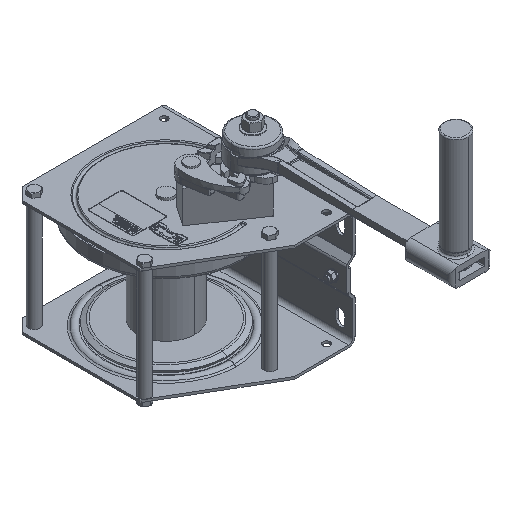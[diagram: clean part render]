
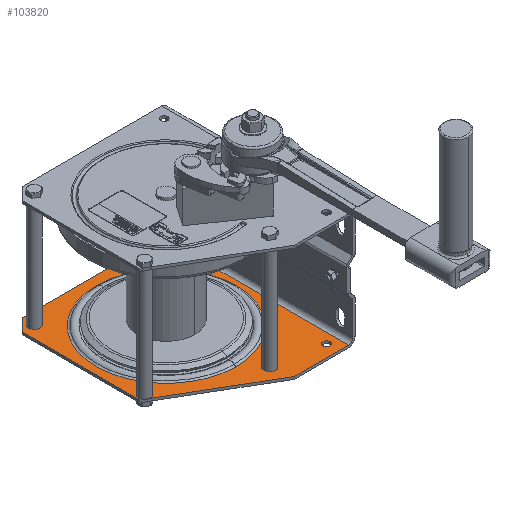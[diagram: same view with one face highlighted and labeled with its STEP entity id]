
A CAD part, isometric view. The second image highlights one B-rep face of the part: STEP entity #103820.
In plain terms, the highlighted face is planar.
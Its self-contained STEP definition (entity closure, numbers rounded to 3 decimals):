
#1860=CARTESIAN_POINT('',(-30.468,-343.418,87.));
#1870=VERTEX_POINT('',#1860);
#1920=CARTESIAN_POINT('',(-30.468,-343.418,80.));
#1930=DIRECTION('',(-1.,0.,0.));
#1940=DIRECTION('',(0.,0.,-1.));
#1950=AXIS2_PLACEMENT_3D('',#1920,#1930,#1940);
#1960=CIRCLE('',#1950,7.);
#1970=CARTESIAN_POINT('',(-30.468,-343.418,73.));
#1980=VERTEX_POINT('',#1970);
#1990=EDGE_CURVE('',#1980,#1870,#1960,.T.);
#102240=CARTESIAN_POINT('',(-30.468,-153.418,-13.));
#102250=VERTEX_POINT('',#102240);
#102280=CARTESIAN_POINT('',(-30.468,-153.418,-20.));
#102290=DIRECTION('',(-1.,0.,0.));
#102300=DIRECTION('',(0.,0.,-1.));
#102310=AXIS2_PLACEMENT_3D('',#102280,#102290,#102300);
#102320=CIRCLE('',#102310,7.);
#102330=CARTESIAN_POINT('',(-30.468,-153.418,-27.));
#102340=VERTEX_POINT('',#102330);
#102350=EDGE_CURVE('',#102340,#102250,#102320,.T.);
#102470=CARTESIAN_POINT('',(-30.468,-260.918,
84.791));
#102480=DIRECTION('',(-1.,0.,0.));
#102490=DIRECTION('',(0.,0.,1.));
#102500=AXIS2_PLACEMENT_3D('',#102470,#102480,#102490);
#102510=PLANE('',#102500);
#102520=ORIENTED_EDGE('',*,*,#102350,.F.);
#102530=EDGE_CURVE('',#102250,#102340,#102320,.T.);
#102540=ORIENTED_EDGE('',*,*,#102530,.F.);
#102550=EDGE_LOOP('',(#102540,#102520));
#102560=FACE_BOUND('',#102550,.T.);
#102570=CARTESIAN_POINT('',(-30.468,-260.918,0.));
#102580=DIRECTION('',(-1.,0.,0.));
#102590=DIRECTION('',(0.,0.,1.));
#102600=AXIS2_PLACEMENT_3D('',#102570,#102580,#102590);
#102610=CIRCLE('',#102600,86.245);
#102620=CARTESIAN_POINT('',(-30.468,-260.918,
86.245));
#102630=VERTEX_POINT('',#102620);
#102640=CARTESIAN_POINT('',(-30.468,-174.673,0.));
#102650=VERTEX_POINT('',#102640);
#102660=EDGE_CURVE('',#102630,#102650,#102610,.T.);
#102670=ORIENTED_EDGE('',*,*,#102660,.F.);
#102680=CARTESIAN_POINT('',(-30.468,-347.163,0.));
#102690=VERTEX_POINT('',#102680);
#102700=EDGE_CURVE('',#102650,#102690,#102610,.T.);
#102710=ORIENTED_EDGE('',*,*,#102700,.F.);
#102720=EDGE_CURVE('',#102690,#102630,#102610,.T.);
#102730=ORIENTED_EDGE('',*,*,#102720,.F.);
#102740=EDGE_LOOP('',(#102730,#102710,#102670));
#102750=FACE_BOUND('',#102740,.T.);
#102760=CARTESIAN_POINT('',(-30.468,-343.418,-80.));
#102770=DIRECTION('',(-1.,0.,0.));
#102780=DIRECTION('',(0.,0.,-1.));
#102790=AXIS2_PLACEMENT_3D('',#102760,#102770,#102780);
#102800=CIRCLE('',#102790,4.25);
#102810=CARTESIAN_POINT('',(-30.468,-343.418,-75.75))
;
#102820=VERTEX_POINT('',#102810);
#102830=CARTESIAN_POINT('',(-30.468,-343.418,-84.25))
;
#102840=VERTEX_POINT('',#102830);
#102850=EDGE_CURVE('',#102820,#102840,#102800,.T.);
#102860=ORIENTED_EDGE('',*,*,#102850,.F.);
#102870=EDGE_CURVE('',#102840,#102820,#102800,.T.);
#102880=ORIENTED_EDGE('',*,*,#102870,.F.);
#102890=EDGE_LOOP('',(#102880,#102860));
#102900=FACE_BOUND('',#102890,.T.);
#102910=ORIENTED_EDGE('',*,*,#1990,.F.);
#102920=EDGE_CURVE('',#1870,#1980,#1960,.T.);
#102930=ORIENTED_EDGE('',*,*,#102920,.F.);
#102940=EDGE_LOOP('',(#102930,#102910));
#102950=FACE_BOUND('',#102940,.T.);
#102960=CARTESIAN_POINT('',(-30.468,-347.315,-92.));
#102970=DIRECTION('',(0.,-1.,0.));
#102980=VECTOR('',#102970,1.);
#102990=LINE('',#102960,#102980);
#103000=CARTESIAN_POINT('',(-30.468,-128.418,-92.));
#103010=VERTEX_POINT('',#103000);
#103020=CARTESIAN_POINT('',(-30.468,-358.418,-92.));
#103030=VERTEX_POINT('',#103020);
#103040=EDGE_CURVE('',#103010,#103030,#102990,.T.);
#103050=ORIENTED_EDGE('',*,*,#103040,.T.);
#103060=CARTESIAN_POINT('',(-30.468,-128.418,-180.));
#103070=DIRECTION('',(0.,0.,1.));
#103080=VECTOR('',#103070,1.);
#103090=LINE('',#103060,#103080);
#103100=CARTESIAN_POINT('',(-30.468,-128.418,-25.));
#103110=VERTEX_POINT('',#103100);
#103120=EDGE_CURVE('',#103010,#103110,#103090,.T.);
#103130=ORIENTED_EDGE('',*,*,#103120,.F.);
#103140=CARTESIAN_POINT('',(-30.468,-198.418,95.));
#103150=DIRECTION('',(0.,0.504,-0.864));
#103160=VECTOR('',#103150,1.);
#103170=LINE('',#103140,#103160);
#103180=CARTESIAN_POINT('',(-30.468,-193.974,
87.381));
#103190=VERTEX_POINT('',#103180);
#103200=EDGE_CURVE('',#103190,#103110,#103170,.T.);
#103210=ORIENTED_EDGE('',*,*,#103200,.T.);
#103220=CARTESIAN_POINT('',(-30.468,-200.918,86.5));
#103230=DIRECTION('',(-1.,0.,0.));
#103240=DIRECTION('',(0.,0.,-1.));
#103250=AXIS2_PLACEMENT_3D('',#103220,#103230,#103240);
#103260=CIRCLE('',#103250,7.);
#103270=CARTESIAN_POINT('',(-30.468,-200.918,79.5));
#103280=VERTEX_POINT('',#103270);
#103290=EDGE_CURVE('',#103190,#103280,#103260,.T.);
#103300=ORIENTED_EDGE('',*,*,#103290,.F.);
#103310=CARTESIAN_POINT('',(-30.468,-200.918,93.5));
#103320=VERTEX_POINT('',#103310);
#103330=EDGE_CURVE('',#103280,#103320,#103260,.T.);
#103340=ORIENTED_EDGE('',*,*,#103330,.F.);
#103350=CARTESIAN_POINT('',(-30.468,-196.733,
92.111));
#103360=VERTEX_POINT('',#103350);
#103370=EDGE_CURVE('',#103320,#103360,#103260,.T.);
#103380=ORIENTED_EDGE('',*,*,#103370,.F.);
#103390=CARTESIAN_POINT('',(-30.468,-198.418,95.));
#103400=VERTEX_POINT('',#103390);
#103410=EDGE_CURVE('',#103400,#103360,#103170,.T.);
#103420=ORIENTED_EDGE('',*,*,#103410,.T.);
#103430=CARTESIAN_POINT('',(-30.468,-343.418,95.));
#103440=DIRECTION('',(0.,1.,0.));
#103450=VECTOR('',#103440,1.);
#103460=LINE('',#103430,#103450);
#103470=CARTESIAN_POINT('',(-30.468,-343.418,95.));
#103480=VERTEX_POINT('',#103470);
#103490=EDGE_CURVE('',#103480,#103400,#103460,.T.);
#103500=ORIENTED_EDGE('',*,*,#103490,.T.);
#103510=CARTESIAN_POINT('',(-30.468,-343.418,95.));
#103520=DIRECTION('',(0.,-0.707,-0.707));
#103530=VECTOR('',#103520,1.);
#103540=LINE('',#103510,#103530);
#103550=CARTESIAN_POINT('',(-30.468,-358.418,80.));
#103560=VERTEX_POINT('',#103550);
#103570=EDGE_CURVE('',#103480,#103560,#103540,.T.);
#103580=ORIENTED_EDGE('',*,*,#103570,.F.);
#103590=CARTESIAN_POINT('',(-30.468,-358.418,80.));
#103600=DIRECTION('',(0.,0.,-1.));
#103610=VECTOR('',#103600,1.);
#103620=LINE('',#103590,#103610);
#103630=EDGE_CURVE('',#103560,#103030,#103620,.T.);
#103640=ORIENTED_EDGE('',*,*,#103630,.F.);
#103650=EDGE_LOOP('',(#103640,#103580,#103500,#103420,#103380,#103340,
#103300,#103210,#103130,#103050));
#103660=FACE_OUTER_BOUND('',#103650,.T.);
#103670=CARTESIAN_POINT('',(-30.468,-143.418,-80.));
#103680=DIRECTION('',(-1.,0.,0.));
#103690=DIRECTION('',(0.,0.,-1.));
#103700=AXIS2_PLACEMENT_3D('',#103670,#103680,#103690);
#103710=CIRCLE('',#103700,4.25);
#103720=CARTESIAN_POINT('',(-30.468,-143.418,-75.75))
;
#103730=VERTEX_POINT('',#103720);
#103740=CARTESIAN_POINT('',(-30.468,-143.418,-84.25))
;
#103750=VERTEX_POINT('',#103740);
#103760=EDGE_CURVE('',#103730,#103750,#103710,.T.);
#103770=ORIENTED_EDGE('',*,*,#103760,.F.);
#103780=EDGE_CURVE('',#103750,#103730,#103710,.T.);
#103790=ORIENTED_EDGE('',*,*,#103780,.F.);
#103800=EDGE_LOOP('',(#103790,#103770));
#103810=FACE_BOUND('',#103800,.T.);
#103820=ADVANCED_FACE('',(#102560,#102750,#102900,#102950,#103660,
#103810),#102510,.T.);
